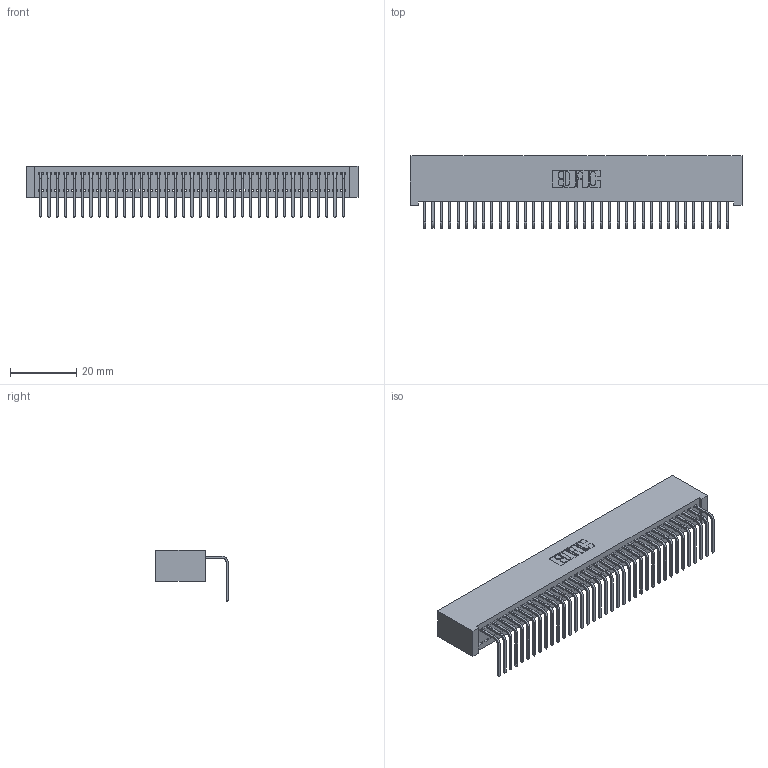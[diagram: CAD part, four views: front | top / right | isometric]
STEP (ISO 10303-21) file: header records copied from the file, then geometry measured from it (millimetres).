
FILE_DESCRIPTION (( 'STEP AP203' ), '1' );
FILE_NAME ('392-037-558-101.STEP', '2019-10-07T18:09:28', ( '' ), ( '' ), 'SwSTEP 2.0', 'SolidWorks 2016', '' );
FILE_SCHEMA (( 'CONFIG_CONTROL_DESIGN' ));
Length unit declared in the file: inch
Products named in the file (3): 342 Part_Lugless; 345-292-001_558 Tail - 2; 392-037-558-101
Assembly tree (38 placements, depth 2):
  392-037-558-101
    342 Part_Lugless
    345-292-001_558 Tail - 2  x37
Bounding box: 100.23 x 21.91 x 15.62 mm (x, y, z)
Volume: 9301.9 mm3; surface area: 14589.4 mm2
Topology: 38 solids, 38 shells, 2322 faces, 7009 edges, 4622 vertices
Faces by surface type: plane 1690, cylinder 632
Entity records: 22941 total; most frequent: CARTESIAN_POINT 3965, ORIENTED_EDGE 3938, DIRECTION 3347, EDGE_CURVE 1969, VECTOR 1849, LINE 1849, VERTEX_POINT 1310, AXIS2_PLACEMENT_3D 749
